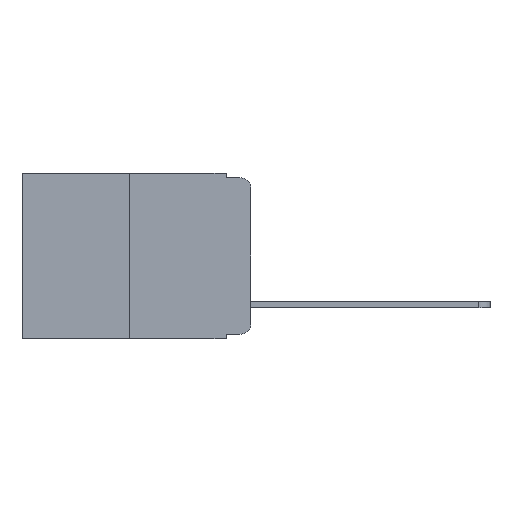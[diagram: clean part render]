
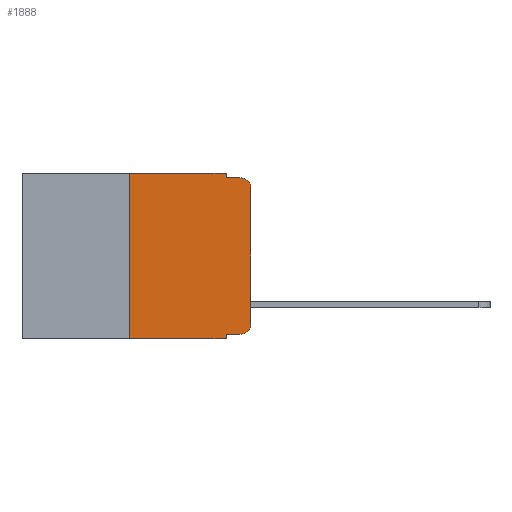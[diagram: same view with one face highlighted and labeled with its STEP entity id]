
A CAD part, left-side view. The second image highlights one B-rep face of the part: STEP entity #1888.
In plain terms, the highlighted planar face has unit normal (-1, 0, 0).
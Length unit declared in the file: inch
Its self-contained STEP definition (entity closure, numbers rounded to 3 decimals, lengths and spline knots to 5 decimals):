
#29 = CIRCLE ( 'NONE', #10212, 0.02 ) ;
#206 = ORIENTED_EDGE ( 'NONE', *, *, #2711, .T. ) ;
#374 = EDGE_CURVE ( 'NONE', #1216, #6964, #29, .T. ) ;
#394 = VECTOR ( 'NONE', #5980, 39.37008 ) ;
#450 = CARTESIAN_POINT ( 'NONE',  ( 0., 0.051, -0.333 ) ) ;
#514 = EDGE_LOOP ( 'NONE', ( #6288, #5803, #803, #3702, #4207, #8904, #206, #3254, #4234, #4785 ) ) ;
#708 = LINE ( 'NONE', #450, #394 ) ;
#797 = EDGE_CURVE ( 'NONE', #1194, #8677, #8534, .T. ) ;
#803 = ORIENTED_EDGE ( 'NONE', *, *, #797, .F. ) ;
#1053 = DIRECTION ( 'NONE',  ( 0., 0., -1. ) ) ;
#1194 = VERTEX_POINT ( 'NONE', #1838 ) ;
#1216 = VERTEX_POINT ( 'NONE', #4504 ) ;
#1261 = LINE ( 'NONE', #6808, #5555 ) ;
#1281 = DIRECTION ( 'NONE',  ( -1., 0., 0. ) ) ;
#1400 = EDGE_CURVE ( 'NONE', #1591, #8677, #5965, .T. ) ;
#1507 = CARTESIAN_POINT ( 'NONE',  ( 0., 0.02, -0.313 ) ) ;
#1591 = VERTEX_POINT ( 'NONE', #2864 ) ;
#1838 = CARTESIAN_POINT ( 'NONE',  ( 0., 0.051, -0.01 ) ) ;
#1868 = VERTEX_POINT ( 'NONE', #3754 ) ;
#1888 = ADVANCED_FACE ( 'NONE', ( #10103 ), #5121, .F. ) ;
#2108 = LINE ( 'NONE', #5519, #6336 ) ;
#2287 = VERTEX_POINT ( 'NONE', #8362 ) ;
#2428 = DIRECTION ( 'NONE',  ( 0., 0., 1. ) ) ;
#2572 = EDGE_CURVE ( 'NONE', #6964, #1591, #5951, .T. ) ;
#2711 = EDGE_CURVE ( 'NONE', #2287, #5249, #2108, .T. ) ;
#2753 = CARTESIAN_POINT ( 'NONE',  ( 0., 0.051, 0. ) ) ;
#2864 = CARTESIAN_POINT ( 'NONE',  ( 0., 0., -0.03 ) ) ;
#3194 = DIRECTION ( 'NONE',  ( 0., 0., -1. ) ) ;
#3202 = DIRECTION ( 'NONE',  ( -1., 0., 0. ) ) ;
#3254 = ORIENTED_EDGE ( 'NONE', *, *, #4557, .F. ) ;
#3319 = VECTOR ( 'NONE', #3942, 39.37008 ) ;
#3385 = EDGE_CURVE ( 'NONE', #4409, #1216, #708, .T. ) ;
#3702 = ORIENTED_EDGE ( 'NONE', *, *, #7134, .F. ) ;
#3719 = AXIS2_PLACEMENT_3D ( 'NONE', #5219, #3202, #3194 ) ;
#3754 = CARTESIAN_POINT ( 'NONE',  ( 0., 0.25, 0. ) ) ;
#3942 = DIRECTION ( 'NONE',  ( 0., 0., -1. ) ) ;
#4207 = ORIENTED_EDGE ( 'NONE', *, *, #6671, .F. ) ;
#4234 = ORIENTED_EDGE ( 'NONE', *, *, #3385, .T. ) ;
#4409 = VERTEX_POINT ( 'NONE', #6047 ) ;
#4497 = VERTEX_POINT ( 'NONE', #2753 ) ;
#4504 = CARTESIAN_POINT ( 'NONE',  ( 0., 0.02, -0.333 ) ) ;
#4557 = EDGE_CURVE ( 'NONE', #4409, #5249, #1261, .T. ) ;
#4664 = CARTESIAN_POINT ( 'NONE',  ( 0., 0., 0. ) ) ;
#4785 = ORIENTED_EDGE ( 'NONE', *, *, #374, .T. ) ;
#4985 = DIRECTION ( 'NONE',  ( 1., 0., 0. ) ) ;
#5100 = CARTESIAN_POINT ( 'NONE',  ( 0., 0.473, 0. ) ) ;
#5121 = PLANE ( 'NONE',  #10186 ) ;
#5152 = DIRECTION ( 'NONE',  ( 0., 0., -1. ) ) ;
#5219 = CARTESIAN_POINT ( 'NONE',  ( 0., 0.02, -0.03 ) ) ;
#5249 = VERTEX_POINT ( 'NONE', #9476 ) ;
#5519 = CARTESIAN_POINT ( 'NONE',  ( 0., 0.473, -0.343 ) ) ;
#5542 = LINE ( 'NONE', #8037, #3319 ) ;
#5555 = VECTOR ( 'NONE', #10233, 39.37008 ) ;
#5674 = CARTESIAN_POINT ( 'NONE',  ( 0., 0.051, -0.01 ) ) ;
#5803 = ORIENTED_EDGE ( 'NONE', *, *, #1400, .T. ) ;
#5951 = LINE ( 'NONE', #4664, #8282 ) ;
#5965 = CIRCLE ( 'NONE', #3719, 0.02 ) ;
#5980 = DIRECTION ( 'NONE',  ( 0., -1., 0. ) ) ;
#6047 = CARTESIAN_POINT ( 'NONE',  ( 0., 0.051, -0.333 ) ) ;
#6152 = EDGE_CURVE ( 'NONE', #2287, #1868, #7007, .T. ) ;
#6288 = ORIENTED_EDGE ( 'NONE', *, *, #2572, .T. ) ;
#6336 = VECTOR ( 'NONE', #9359, 39.37008 ) ;
#6540 = VECTOR ( 'NONE', #8743, 39.37008 ) ;
#6671 = EDGE_CURVE ( 'NONE', #1868, #4497, #8698, .T. ) ;
#6723 = CARTESIAN_POINT ( 'NONE',  ( 0., 0.02, -0.01 ) ) ;
#6808 = CARTESIAN_POINT ( 'NONE',  ( 0., 0.051, 0. ) ) ;
#6964 = VERTEX_POINT ( 'NONE', #8132 ) ;
#7007 = LINE ( 'NONE', #8824, #8708 ) ;
#7134 = EDGE_CURVE ( 'NONE', #4497, #1194, #5542, .T. ) ;
#8037 = CARTESIAN_POINT ( 'NONE',  ( 0., 0.051, 0. ) ) ;
#8132 = CARTESIAN_POINT ( 'NONE',  ( 0., 0., -0.313 ) ) ;
#8282 = VECTOR ( 'NONE', #2428, 39.37008 ) ;
#8323 = VECTOR ( 'NONE', #9311, 39.37008 ) ;
#8362 = CARTESIAN_POINT ( 'NONE',  ( 0., 0.25, -0.343 ) ) ;
#8534 = LINE ( 'NONE', #5674, #8323 ) ;
#8584 = CARTESIAN_POINT ( 'NONE',  ( 0., 0.473, 0. ) ) ;
#8677 = VERTEX_POINT ( 'NONE', #6723 ) ;
#8698 = LINE ( 'NONE', #8584, #6540 ) ;
#8708 = VECTOR ( 'NONE', #10226, 39.37008 ) ;
#8743 = DIRECTION ( 'NONE',  ( 0., -1., 0. ) ) ;
#8824 = CARTESIAN_POINT ( 'NONE',  ( 0., 0.25, 0. ) ) ;
#8904 = ORIENTED_EDGE ( 'NONE', *, *, #6152, .F. ) ;
#9311 = DIRECTION ( 'NONE',  ( 0., -1., 0. ) ) ;
#9359 = DIRECTION ( 'NONE',  ( 0., -1., 0. ) ) ;
#9476 = CARTESIAN_POINT ( 'NONE',  ( 0., 0.051, -0.343 ) ) ;
#10103 = FACE_OUTER_BOUND ( 'NONE', #514, .T. ) ;
#10186 = AXIS2_PLACEMENT_3D ( 'NONE', #5100, #4985, #5152 ) ;
#10212 = AXIS2_PLACEMENT_3D ( 'NONE', #1507, #1281, #1053 ) ;
#10226 = DIRECTION ( 'NONE',  ( 0., 0., 1. ) ) ;
#10233 = DIRECTION ( 'NONE',  ( 0., 0., -1. ) ) ;
